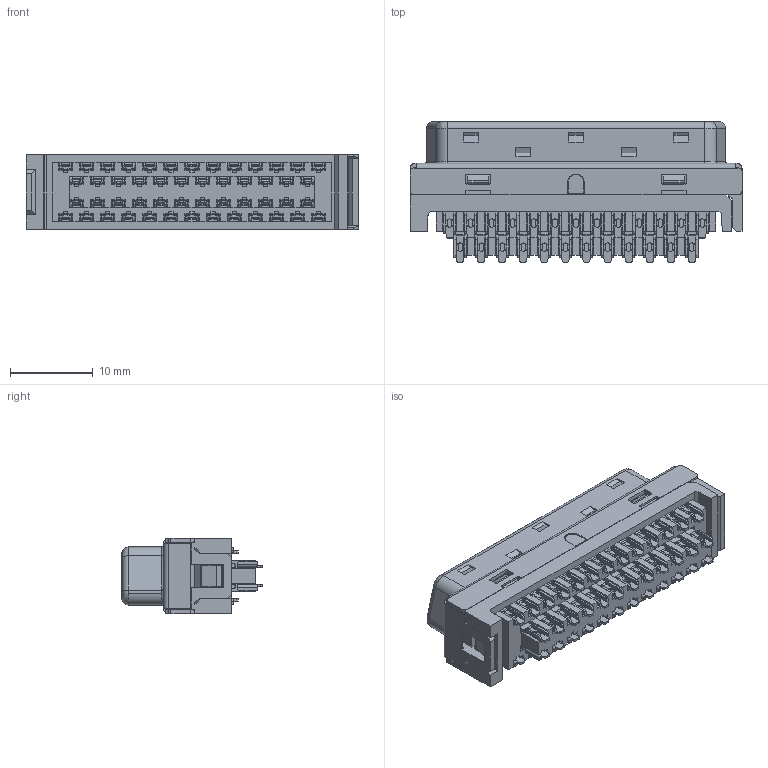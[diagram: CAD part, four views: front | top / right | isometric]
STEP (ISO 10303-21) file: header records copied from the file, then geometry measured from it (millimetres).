
FILE_DESCRIPTION( ('This file contains a STEP AP42 implementation' ,'as created by ZW3D STEP Interface translator.') ,'2;1' );
FILE_NAME( '6310-050SSSXMNA01.stp' ,'2311 8. 9 243', (''), ('ZWCAD Software Co.'), 'Version 1.0', 'ZW3D to STEP translator', '' );
FILE_SCHEMA(('AUTOMOTIVE_DESIGN { 1 0 10303 214 1 1 1 1 }'));
Length unit declared in the file: millimetre
Products named in the file (2): 0; 6310-050
Bounding box: 40.05 x 16.9 x 9.1 mm (x, y, z)
Volume: 2760.1 mm3; surface area: 7662.4 mm2
Topology: 5 solids, 9 shells, 6199 faces, 17301 edges, 10755 vertices
Faces by surface type: plane 4612, cylinder 1567, torus 16, bspline 4
Entity records: 263985 total; most frequent: CARTESIAN_POINT 133187, ORIENTED_EDGE 34608, EDGE_CURVE 17301, B_SPLINE_CURVE_WITH_KNOTS 16901, DIRECTION 12792, VERTEX_POINT 10755, EDGE_LOOP 6401, FACE_OUTER_BOUND 6199
